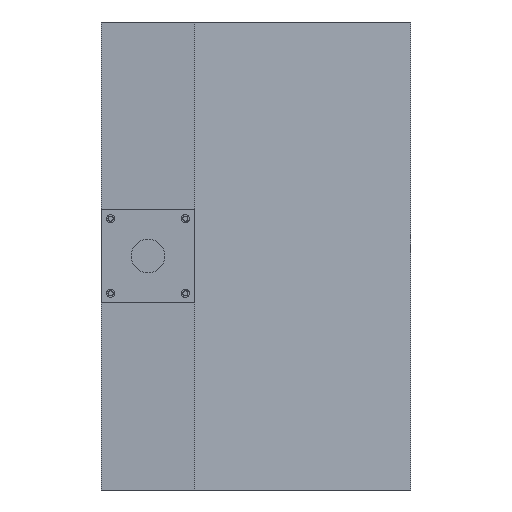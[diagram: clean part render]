
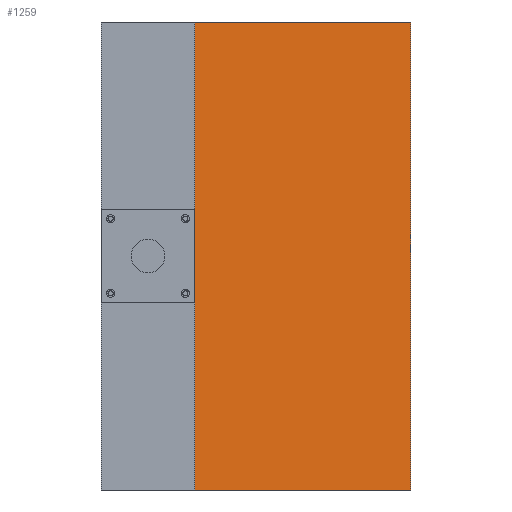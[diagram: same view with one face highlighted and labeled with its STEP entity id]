
A CAD part, front view. The second image highlights one B-rep face of the part: STEP entity #1259.
In plain terms, the highlighted planar face has unit normal (0.107, -0.994, 0).
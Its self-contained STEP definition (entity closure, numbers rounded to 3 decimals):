
#25 = EDGE_CURVE ( 'NONE', #1035, #2440, #2206, .T. ) ;
#36 = CARTESIAN_POINT ( 'NONE',  ( 94., -112.914, -613. ) ) ;
#152 = VECTOR ( 'NONE', #2260, 1000. ) ;
#153 = VECTOR ( 'NONE', #252, 1000. ) ;
#249 = LINE ( 'NONE', #36, #903 ) ;
#252 = DIRECTION ( 'NONE',  ( 0.994, 0.107, 0. ) ) ;
#254 = VERTEX_POINT ( 'NONE', #1658 ) ;
#422 = VECTOR ( 'NONE', #2153, 1000. ) ;
#480 = CARTESIAN_POINT ( 'NONE',  ( 383., -81.67, -613. ) ) ;
#903 = VECTOR ( 'NONE', #1588, 1000. ) ;
#994 = DIRECTION ( 'NONE',  ( 0.994, 0.107, 0. ) ) ;
#1035 = VERTEX_POINT ( 'NONE', #1659 ) ;
#1120 = EDGE_CURVE ( 'NONE', #2383, #1035, #1924, .T. ) ;
#1137 = FACE_OUTER_BOUND ( 'NONE', #1576, .T. ) ;
#1253 = ORIENTED_EDGE ( 'NONE', *, *, #2896, .F. ) ;
#1259 = ADVANCED_FACE ( 'NONE', ( #1137 ), #1649, .T. ) ;
#1333 = LINE ( 'NONE', #1797, #152 ) ;
#1382 = CARTESIAN_POINT ( 'NONE',  ( 383., -81.67, 13. ) ) ;
#1389 = ORIENTED_EDGE ( 'NONE', *, *, #25, .T. ) ;
#1454 = AXIS2_PLACEMENT_3D ( 'NONE', #2107, #2343, #994 ) ;
#1576 = EDGE_LOOP ( 'NONE', ( #1253, #1895, #2798, #1389 ) ) ;
#1588 = DIRECTION ( 'NONE',  ( 0., 0., 1. ) ) ;
#1649 = PLANE ( 'NONE',  #1454 ) ;
#1658 = CARTESIAN_POINT ( 'NONE',  ( 94., -112.914, 13. ) ) ;
#1659 = CARTESIAN_POINT ( 'NONE',  ( 383., -81.67, -613. ) ) ;
#1690 = CARTESIAN_POINT ( 'NONE',  ( 383., -81.67, -613. ) ) ;
#1797 = CARTESIAN_POINT ( 'NONE',  ( 383., -81.67, 13. ) ) ;
#1811 = CARTESIAN_POINT ( 'NONE',  ( 94., -112.914, -613. ) ) ;
#1895 = ORIENTED_EDGE ( 'NONE', *, *, #2378, .F. ) ;
#1924 = LINE ( 'NONE', #480, #153 ) ;
#2107 = CARTESIAN_POINT ( 'NONE',  ( 383., -81.67, -613. ) ) ;
#2153 = DIRECTION ( 'NONE',  ( 0., 0., 1. ) ) ;
#2206 = LINE ( 'NONE', #1690, #422 ) ;
#2260 = DIRECTION ( 'NONE',  ( 0.994, 0.107, 0. ) ) ;
#2343 = DIRECTION ( 'NONE',  ( 0.107, -0.994, 0. ) ) ;
#2378 = EDGE_CURVE ( 'NONE', #2383, #254, #249, .T. ) ;
#2383 = VERTEX_POINT ( 'NONE', #1811 ) ;
#2440 = VERTEX_POINT ( 'NONE', #1382 ) ;
#2798 = ORIENTED_EDGE ( 'NONE', *, *, #1120, .T. ) ;
#2896 = EDGE_CURVE ( 'NONE', #254, #2440, #1333, .T. ) ;
